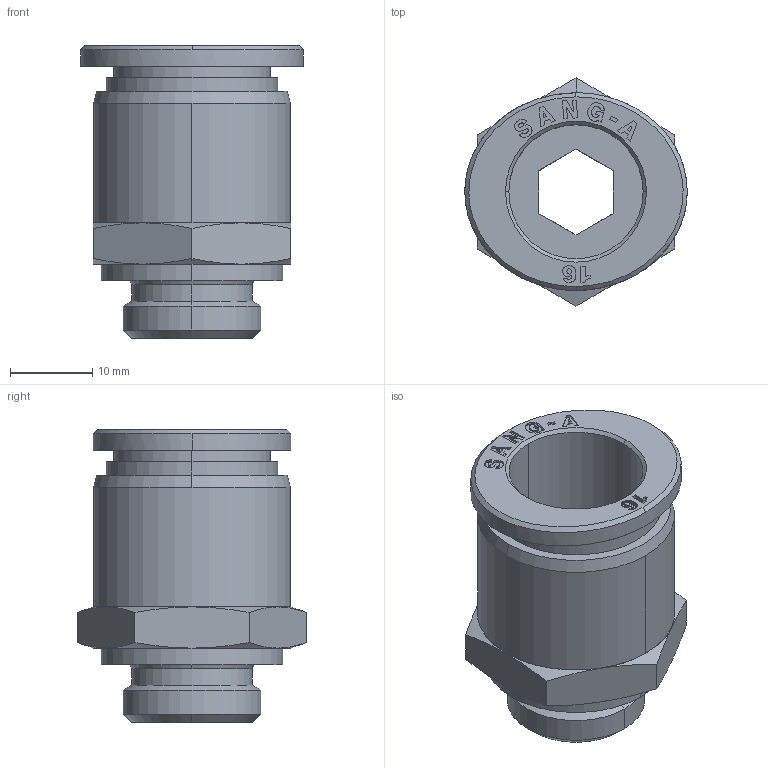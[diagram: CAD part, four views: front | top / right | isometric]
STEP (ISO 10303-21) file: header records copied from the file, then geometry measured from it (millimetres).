
FILE_DESCRIPTION (( 'STEP AP214' ), '1' );
FILE_NAME ('PC16-G03.stp', '2015-10-22T14:14:15', ( '' ), ( '' ), 'SwSTEP 2.0', 'SolidWorks 2015', '' );
FILE_SCHEMA (( 'AUTOMOTIVE_DESIGN' ));
Length unit declared in the file: millimetre
Products named in the file (2): ｦ+ﾃｦ1; PC16-G03
Assembly tree (1 placements, depth 2):
  PC16-G03
    ｦ+ﾃｦ1
Bounding box: 27 x 27.71 x 35.5 mm (x, y, z)
Volume: 7707.7 mm3; surface area: 5451.4 mm2
Topology: 1 solids, 1 shells, 285 faces, 768 edges, 504 vertices
Faces by surface type: plane 200, bspline 30, cone 30, cylinder 25
Entity records: 10660 total; most frequent: CARTESIAN_POINT 3063, ORIENTED_EDGE 1536, DIRECTION 1272, EDGE_CURVE 768, LINE 582, VECTOR 582, VERTEX_POINT 504, AXIS2_PLACEMENT_3D 345
